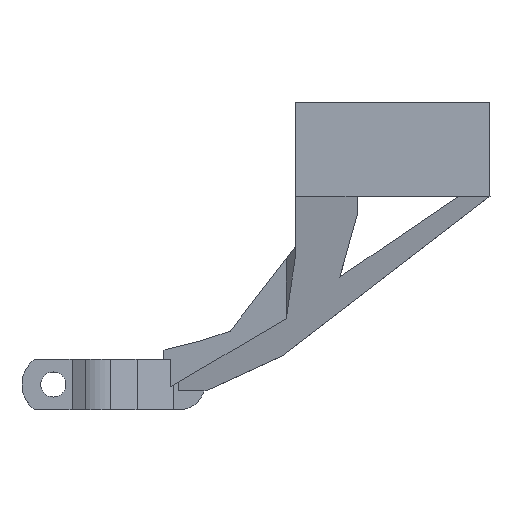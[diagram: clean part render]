
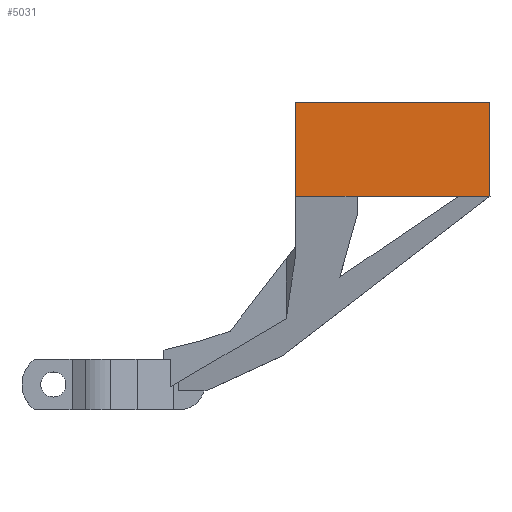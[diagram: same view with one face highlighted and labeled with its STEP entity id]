
A CAD part, top view. The second image highlights one B-rep face of the part: STEP entity #5031.
In plain terms, the highlighted planar face has unit normal (0, 0, 1).
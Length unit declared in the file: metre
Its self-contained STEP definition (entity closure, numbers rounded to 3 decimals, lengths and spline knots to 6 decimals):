
#567=ORIENTED_EDGE('',*,*,#1903,.T.);
#568=ORIENTED_EDGE('',*,*,#1923,.T.);
#569=ORIENTED_EDGE('',*,*,#1924,.F.);
#570=ORIENTED_EDGE('',*,*,#1925,.F.);
#571=ORIENTED_EDGE('',*,*,#1926,.T.);
#572=ORIENTED_EDGE('',*,*,#1927,.T.);
#1903=EDGE_CURVE('',#2592,#2591,#3099,.T.);
#1923=EDGE_CURVE('',#2591,#2607,#3117,.T.);
#1924=EDGE_CURVE('',#2608,#2607,#3118,.T.);
#1925=EDGE_CURVE('',#2609,#2608,#3119,.T.);
#1926=EDGE_CURVE('',#2609,#2610,#3120,.T.);
#1927=EDGE_CURVE('',#2610,#2592,#3121,.T.);
#2591=VERTEX_POINT('',#7468);
#2592=VERTEX_POINT('',#7470);
#2607=VERTEX_POINT('',#7510);
#2608=VERTEX_POINT('',#7512);
#2609=VERTEX_POINT('',#7514);
#2610=VERTEX_POINT('',#7516);
#3099=LINE('',#7469,#3788);
#3117=LINE('',#7509,#3806);
#3118=LINE('',#7511,#3807);
#3119=LINE('',#7513,#3808);
#3120=LINE('',#7515,#3809);
#3121=LINE('',#7517,#3810);
#3788=VECTOR('',#5996,1.);
#3806=VECTOR('',#6028,1.);
#3807=VECTOR('',#6029,1.);
#3808=VECTOR('',#6030,1.);
#3809=VECTOR('',#6031,1.);
#3810=VECTOR('',#6032,1.);
#4277=EDGE_LOOP('',(#567,#568,#569,#570,#571,#572));
#4560=FACE_BOUND('',#4277,.T.);
#4803=PLANE('',#5325);
#5031=ADVANCED_FACE('',(#4560),#4803,.T.);
#5325=AXIS2_PLACEMENT_3D('',#7508,#6026,#6027);
#5996=DIRECTION('',(1.,0.,0.));
#6026=DIRECTION('',(0.,0.,1.));
#6027=DIRECTION('',(-1.,0.,0.));
#6028=DIRECTION('',(1.,0.,0.));
#6029=DIRECTION('',(0.,-1.,0.));
#6030=DIRECTION('',(1.,0.,0.));
#6031=DIRECTION('',(0.,-1.,0.));
#6032=DIRECTION('',(1.,0.,0.));
#7468=CARTESIAN_POINT('',(0.016,0.039,0.013));
#7469=CARTESIAN_POINT('',(0.,0.039,0.013));
#7470=CARTESIAN_POINT('',(-0.0002,0.039,0.013));
#7508=CARTESIAN_POINT('',(0.,0.052,0.013));
#7509=CARTESIAN_POINT('',(0.018,0.039,0.013));
#7510=CARTESIAN_POINT('',(0.021,0.039,0.013));
#7511=CARTESIAN_POINT('',(0.021,0.054,0.013));
#7512=CARTESIAN_POINT('',(0.021,0.054,0.013));
#7513=CARTESIAN_POINT('',(0.0055,0.054,0.013));
#7514=CARTESIAN_POINT('',(-0.01,0.054,0.013));
#7515=CARTESIAN_POINT('',(-0.01,0.052,0.013));
#7516=CARTESIAN_POINT('',(-0.01,0.039,0.013));
#7517=CARTESIAN_POINT('',(0.,0.039,0.013));
